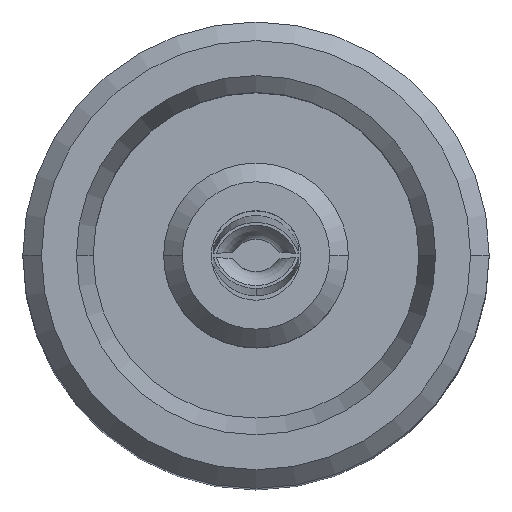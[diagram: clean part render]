
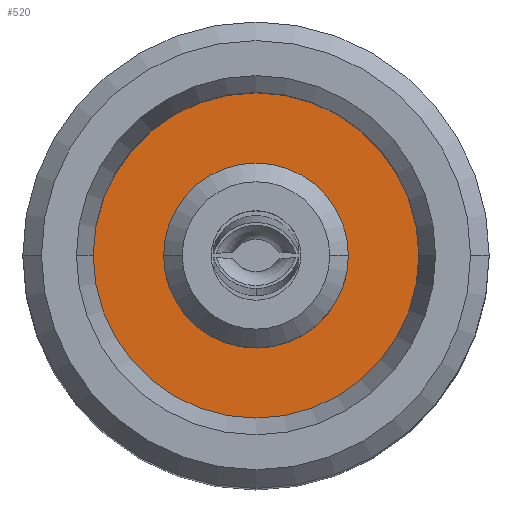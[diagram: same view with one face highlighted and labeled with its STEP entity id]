
A CAD part, top view. The second image highlights one B-rep face of the part: STEP entity #520.
In plain terms, the highlighted planar face has unit normal (0, 0, 1).
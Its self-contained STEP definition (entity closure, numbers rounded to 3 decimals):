
#60 = ORIENTED_EDGE ( 'NONE', *, *, #1826, .T. ) ;
#107 = ORIENTED_EDGE ( 'NONE', *, *, #480, .T. ) ;
#109 = CIRCLE ( 'NONE', #771, 1.745 ) ;
#137 = CIRCLE ( 'NONE', #763, 0.99 ) ;
#263 = ORIENTED_EDGE ( 'NONE', *, *, #1824, .F. ) ;
#267 = ORIENTED_EDGE ( 'NONE', *, *, #475, .F. ) ;
#475 = EDGE_CURVE ( 'NONE', #1161, #1125, #137, .T. ) ;
#480 = EDGE_CURVE ( 'NONE', #1156, #1137, #109, .T. ) ;
#520 = ADVANCED_FACE ( 'NONE', ( #1920, #1924 ), #1413, .F. ) ;
#763 = AXIS2_PLACEMENT_3D ( 'NONE', #877, #878, #879 ) ;
#771 = AXIS2_PLACEMENT_3D ( 'NONE', #887, #888, #889 ) ;
#877 = CARTESIAN_POINT ( 'NONE',  ( 0., 0., -3.095 ) ) ;
#878 = DIRECTION ( 'NONE',  ( 0., 0., 1. ) ) ;
#879 = DIRECTION ( 'NONE',  ( -1., 0., 0. ) ) ;
#887 = CARTESIAN_POINT ( 'NONE',  ( 0., 0., -3.095 ) ) ;
#888 = DIRECTION ( 'NONE',  ( 0., 0., 1. ) ) ;
#889 = DIRECTION ( 'NONE',  ( -1., 0., 0. ) ) ;
#1125 = VERTEX_POINT ( 'NONE', #2157 ) ;
#1137 = VERTEX_POINT ( 'NONE', #2043 ) ;
#1156 = VERTEX_POINT ( 'NONE', #2183 ) ;
#1161 = VERTEX_POINT ( 'NONE', #2147 ) ;
#1204 = EDGE_LOOP ( 'NONE', ( #267, #263 ) ) ;
#1228 = EDGE_LOOP ( 'NONE', ( #60, #107 ) ) ;
#1290 = CIRCLE ( 'NONE', #1808, 0.99 ) ;
#1305 = CIRCLE ( 'NONE', #1810, 1.745 ) ;
#1411 = CARTESIAN_POINT ( 'NONE',  ( 0., 0., -3.095 ) ) ;
#1412 = DIRECTION ( 'NONE',  ( -1., 0., 0. ) ) ;
#1413 = PLANE ( 'NONE',  #1718 ) ;
#1418 = DIRECTION ( 'NONE',  ( 0., 0., -1. ) ) ;
#1718 = AXIS2_PLACEMENT_3D ( 'NONE', #1411, #1418, #1412 ) ;
#1808 = AXIS2_PLACEMENT_3D ( 'NONE', #2026, #2027, #2028 ) ;
#1810 = AXIS2_PLACEMENT_3D ( 'NONE', #2035, #2036, #2037 ) ;
#1824 = EDGE_CURVE ( 'NONE', #1125, #1161, #1290, .T. ) ;
#1826 = EDGE_CURVE ( 'NONE', #1137, #1156, #1305, .T. ) ;
#1920 = FACE_OUTER_BOUND ( 'NONE', #1228, .T. ) ;
#1924 = FACE_BOUND ( 'NONE', #1204, .T. ) ;
#2026 = CARTESIAN_POINT ( 'NONE',  ( 0., 0., -3.095 ) ) ;
#2027 = DIRECTION ( 'NONE',  ( 0., 0., 1. ) ) ;
#2028 = DIRECTION ( 'NONE',  ( -1., 0., 0. ) ) ;
#2035 = CARTESIAN_POINT ( 'NONE',  ( 0., 0., -3.095 ) ) ;
#2036 = DIRECTION ( 'NONE',  ( 0., 0., 1. ) ) ;
#2037 = DIRECTION ( 'NONE',  ( -1., 0., 0. ) ) ;
#2043 = CARTESIAN_POINT ( 'NONE',  ( 1.745, 0., -3.095 ) ) ;
#2147 = CARTESIAN_POINT ( 'NONE',  ( 0.99, 0., -3.095 ) ) ;
#2157 = CARTESIAN_POINT ( 'NONE',  ( -0.99, 0., -3.095 ) ) ;
#2183 = CARTESIAN_POINT ( 'NONE',  ( -1.745, 0., -3.095 ) ) ;
